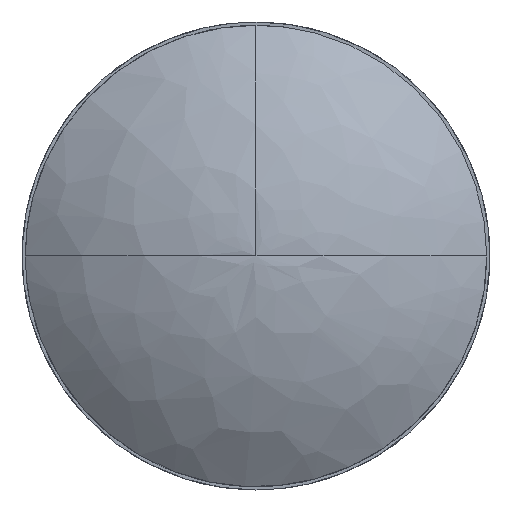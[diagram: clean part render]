
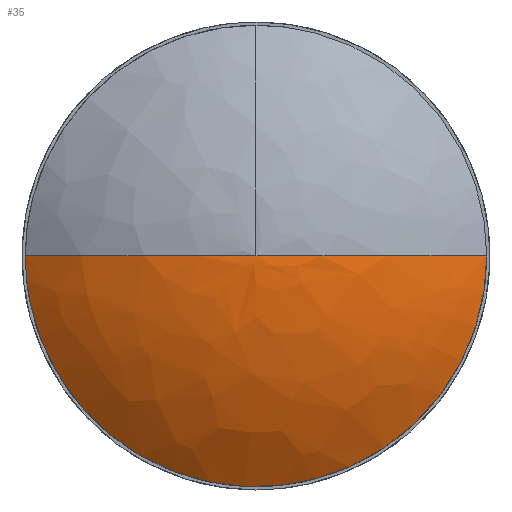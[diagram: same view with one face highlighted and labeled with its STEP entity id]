
A CAD part, front view. The second image highlights one B-rep face of the part: STEP entity #35.
In plain terms, the highlighted free-form (B-spline) face has degree [2, 2] with [9, 5] control points.
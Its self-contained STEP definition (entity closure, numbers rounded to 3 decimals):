
#35=ADVANCED_FACE('',(#81),#597,.T.);
#81=FACE_OUTER_BOUND('',#124,.T.);
#124=EDGE_LOOP('',(#214,#215,#216));
#214=ORIENTED_EDGE('',*,*,#370,.F.);
#215=ORIENTED_EDGE('',*,*,#353,.F.);
#216=ORIENTED_EDGE('',*,*,#356,.F.);
#353=EDGE_CURVE('',#541,#540,#439,.T.);
#356=EDGE_CURVE('',#539,#541,#442,.T.);
#370=EDGE_CURVE('',#540,#539,#446,.T.);
#439=(
BOUNDED_CURVE()
B_SPLINE_CURVE(2,(#1167,#1168,#1169),.UNSPECIFIED.,.F.,.F.)
B_SPLINE_CURVE_WITH_KNOTS((3,3),(-7.493,0.),.UNSPECIFIED.)
CURVE()
GEOMETRIC_REPRESENTATION_ITEM()
RATIONAL_B_SPLINE_CURVE((1.,0.95,1.))
REPRESENTATION_ITEM('')
);
#442=(
BOUNDED_CURVE()
B_SPLINE_CURVE(2,(#1176,#1177,#1178),.UNSPECIFIED.,.F.,.F.)
B_SPLINE_CURVE_WITH_KNOTS((3,3),(-7.493,0.),.UNSPECIFIED.)
CURVE()
GEOMETRIC_REPRESENTATION_ITEM()
RATIONAL_B_SPLINE_CURVE((1.,0.95,1.))
REPRESENTATION_ITEM('')
);
#446=(
BOUNDED_CURVE()
B_SPLINE_CURVE(2,(#1214,#1215,#1216,#1217,#1218),.UNSPECIFIED.,.F.,.F.)
B_SPLINE_CURVE_WITH_KNOTS((3,2,3),(0.,10.996,21.991),
 .UNSPECIFIED.)
CURVE()
GEOMETRIC_REPRESENTATION_ITEM()
RATIONAL_B_SPLINE_CURVE((1.,0.707,1.,0.707,1.))
REPRESENTATION_ITEM('')
);
#539=VERTEX_POINT('',#1123);
#540=VERTEX_POINT('',#1124);
#541=VERTEX_POINT('',#1125);
#597=(
BOUNDED_SURFACE()
B_SPLINE_SURFACE(2,2,((#1068,#1069,#1070,#1071,#1072),(#1073,#1074,#1075,
#1076,#1077),(#1078,#1079,#1080,#1081,#1082),(#1083,#1084,#1085,#1086,#1087),
(#1088,#1089,#1090,#1091,#1092),(#1093,#1094,#1095,#1096,#1097),(#1098,
#1099,#1100,#1101,#1102),(#1103,#1104,#1105,#1106,#1107),(#1108,#1109,#1110,
#1111,#1112)),.UNSPECIFIED.,.T.,.F.,.F.)
B_SPLINE_SURFACE_WITH_KNOTS((3,2,2,2,3),(3,2,3),(0.,1.571,3.142,
4.712,6.283),(-1.571,0.,1.571),
 .UNSPECIFIED.)
GEOMETRIC_REPRESENTATION_ITEM()
RATIONAL_B_SPLINE_SURFACE(((1.,0.707,1.,0.707,1.),
(0.707,0.5,0.707,0.5,0.707),(1.,0.707,
1.,0.707,1.),(0.707,0.5,0.707,0.5,0.707),
(1.,0.707,1.,0.707,1.),(0.707,0.5,0.707,
0.5,0.707),(1.,0.707,1.,0.707,1.),(0.707,
0.5,0.707,0.5,0.707),(1.,0.707,1.,0.707,
1.)))
REPRESENTATION_ITEM('')
SURFACE()
);
#1068=CARTESIAN_POINT('',(0.,-14.5,2.387));
#1069=CARTESIAN_POINT('',(0.,-14.5,14.189));
#1070=CARTESIAN_POINT('',(0.,-2.698,14.189));
#1071=CARTESIAN_POINT('',(0.,9.104,14.189));
#1072=CARTESIAN_POINT('',(0.,9.104,2.387));
#1073=CARTESIAN_POINT('',(0.,-14.5,2.387));
#1074=CARTESIAN_POINT('',(11.802,-14.5,14.189));
#1075=CARTESIAN_POINT('',(11.802,-2.698,14.189));
#1076=CARTESIAN_POINT('',(11.802,9.104,14.189));
#1077=CARTESIAN_POINT('',(0.,9.104,2.387));
#1078=CARTESIAN_POINT('',(0.,-14.5,2.387));
#1079=CARTESIAN_POINT('',(11.802,-14.5,2.387));
#1080=CARTESIAN_POINT('',(11.802,-2.698,2.387));
#1081=CARTESIAN_POINT('',(11.802,9.104,2.387));
#1082=CARTESIAN_POINT('',(0.,9.104,2.387));
#1083=CARTESIAN_POINT('',(0.,-14.5,2.387));
#1084=CARTESIAN_POINT('',(11.802,-14.5,-9.416));
#1085=CARTESIAN_POINT('',(11.802,-2.698,-9.416));
#1086=CARTESIAN_POINT('',(11.802,9.104,-9.416));
#1087=CARTESIAN_POINT('',(0.,9.104,2.387));
#1088=CARTESIAN_POINT('',(0.,-14.5,2.387));
#1089=CARTESIAN_POINT('',(0.,-14.5,-9.416));
#1090=CARTESIAN_POINT('',(0.,-2.698,-9.416));
#1091=CARTESIAN_POINT('',(0.,9.104,-9.416));
#1092=CARTESIAN_POINT('',(0.,9.104,2.387));
#1093=CARTESIAN_POINT('',(0.,-14.5,2.387));
#1094=CARTESIAN_POINT('',(-11.802,-14.5,-9.416));
#1095=CARTESIAN_POINT('',(-11.802,-2.698,-9.416));
#1096=CARTESIAN_POINT('',(-11.802,9.104,-9.416));
#1097=CARTESIAN_POINT('',(0.,9.104,2.387));
#1098=CARTESIAN_POINT('',(0.,-14.5,2.387));
#1099=CARTESIAN_POINT('',(-11.802,-14.5,2.387));
#1100=CARTESIAN_POINT('',(-11.802,-2.698,2.387));
#1101=CARTESIAN_POINT('',(-11.802,9.104,2.387));
#1102=CARTESIAN_POINT('',(0.,9.104,2.387));
#1103=CARTESIAN_POINT('',(0.,-14.5,2.387));
#1104=CARTESIAN_POINT('',(-11.802,-14.5,14.189));
#1105=CARTESIAN_POINT('',(-11.802,-2.698,14.189));
#1106=CARTESIAN_POINT('',(-11.802,9.104,14.189));
#1107=CARTESIAN_POINT('',(0.,9.104,2.387));
#1108=CARTESIAN_POINT('',(0.,-14.5,2.387));
#1109=CARTESIAN_POINT('',(0.,-14.5,14.189));
#1110=CARTESIAN_POINT('',(0.,-2.698,14.189));
#1111=CARTESIAN_POINT('',(0.,9.104,14.189));
#1112=CARTESIAN_POINT('',(0.,9.104,2.387));
#1123=CARTESIAN_POINT('',(-7.,-12.2,2.387));
#1124=CARTESIAN_POINT('',(7.,-12.2,2.387));
#1125=CARTESIAN_POINT('',(0.,-14.5,2.387));
#1167=CARTESIAN_POINT('',(0.,-14.5,2.387));
#1168=CARTESIAN_POINT('',(3.878,-14.5,2.387));
#1169=CARTESIAN_POINT('',(7.,-12.2,2.387));
#1176=CARTESIAN_POINT('',(-7.,-12.2,2.387));
#1177=CARTESIAN_POINT('',(-3.878,-14.5,2.387));
#1178=CARTESIAN_POINT('',(0.,-14.5,2.387));
#1214=CARTESIAN_POINT('',(7.,-12.2,2.387));
#1215=CARTESIAN_POINT('',(7.,-12.2,-4.613));
#1216=CARTESIAN_POINT('',(0.,-12.2,-4.613));
#1217=CARTESIAN_POINT('',(-7.,-12.2,-4.613));
#1218=CARTESIAN_POINT('',(-7.,-12.2,2.387));
